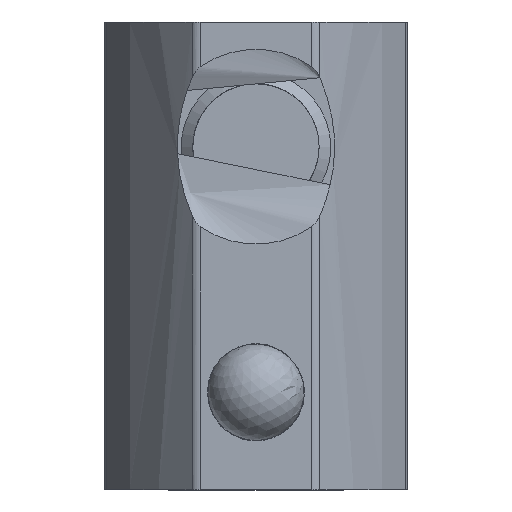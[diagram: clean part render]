
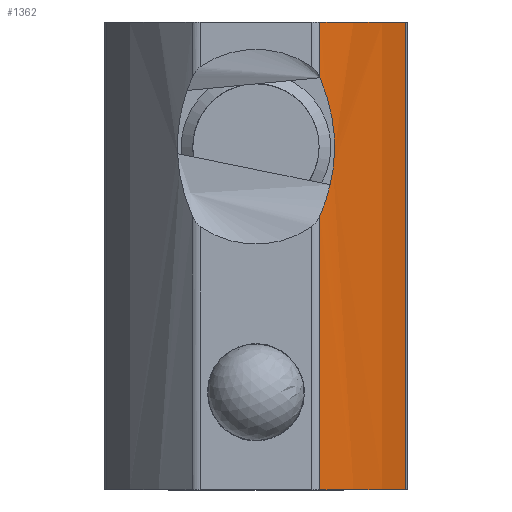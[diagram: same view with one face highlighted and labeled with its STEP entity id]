
A CAD part, top view. The second image highlights one B-rep face of the part: STEP entity #1362.
In plain terms, the highlighted cylindrical face has radius 10.7 mm (diameter 21.4 mm), a partial arc.
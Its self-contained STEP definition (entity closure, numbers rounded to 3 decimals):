
#36=B_SPLINE_CURVE_WITH_KNOTS('',3,(#2503,#2504,#2505,#2506,#2507,#2508),
 .UNSPECIFIED.,.F.,.F.,(4,2,4),(1.108,1.133,1.161),
 .UNSPECIFIED.);
#38=B_SPLINE_CURVE_WITH_KNOTS('',3,(#2526,#2527,#2528,#2529,#2530,#2531,
#2532,#2533,#2534,#2535,#2536,#2537),.UNSPECIFIED.,.F.,.F.,(4,2,2,2,2,4),
(1.161,1.21,1.287,1.364,1.441,
1.465),.UNSPECIFIED.);
#177=FACE_OUTER_BOUND('',#259,.T.);
#259=EDGE_LOOP('',(#1185,#1186,#1187,#1188,#1189,#1190,#1191));
#339=LINE('',#2444,#434);
#345=LINE('',#2485,#440);
#354=LINE('',#2566,#449);
#434=VECTOR('',#2006,1.431);
#440=VECTOR('',#2026,7.031);
#449=VECTOR('',#2071,12.);
#539=CIRCLE('',#1657,10.7);
#540=CIRCLE('',#1658,10.7);
#642=VERTEX_POINT('',#2434);
#643=VERTEX_POINT('',#2443);
#654=VERTEX_POINT('',#2482);
#655=VERTEX_POINT('',#2484);
#659=VERTEX_POINT('',#2501);
#667=VERTEX_POINT('',#2563);
#668=VERTEX_POINT('',#2565);
#815=EDGE_CURVE('',#642,#643,#339,.T.);
#827=EDGE_CURVE('',#654,#655,#345,.T.);
#833=EDGE_CURVE('',#642,#659,#36,.T.);
#837=EDGE_CURVE('',#659,#655,#38,.T.);
#850=EDGE_CURVE('',#654,#667,#539,.T.);
#851=EDGE_CURVE('',#667,#668,#354,.T.);
#852=EDGE_CURVE('',#668,#643,#540,.T.);
#1185=ORIENTED_EDGE('',*,*,#833,.T.);
#1186=ORIENTED_EDGE('',*,*,#837,.T.);
#1187=ORIENTED_EDGE('',*,*,#827,.F.);
#1188=ORIENTED_EDGE('',*,*,#850,.T.);
#1189=ORIENTED_EDGE('',*,*,#851,.T.);
#1190=ORIENTED_EDGE('',*,*,#852,.T.);
#1191=ORIENTED_EDGE('',*,*,#815,.F.);
#1294=CYLINDRICAL_SURFACE('',#1656,10.7);
#1362=ADVANCED_FACE('',(#177),#1294,.T.);
#1656=AXIS2_PLACEMENT_3D('',#2562,#2067,#2068);
#1657=AXIS2_PLACEMENT_3D('',#2564,#2069,#2070);
#1658=AXIS2_PLACEMENT_3D('',#2567,#2072,#2073);
#2006=DIRECTION('',(0.,0.,1.));
#2026=DIRECTION('',(0.,0.,1.));
#2067=DIRECTION('center_axis',(0.,0.,1.));
#2068=DIRECTION('ref_axis',(0.697,-0.717,0.));
#2069=DIRECTION('center_axis',(0.,0.,1.));
#2070=DIRECTION('ref_axis',(0.697,-0.717,0.));
#2071=DIRECTION('',(0.,0.,1.));
#2072=DIRECTION('center_axis',(0.,0.,-1.));
#2073=DIRECTION('ref_axis',(0.697,-0.717,0.));
#2434=CARTESIAN_POINT('',(-14.147,2.658,10.569));
#2443=CARTESIAN_POINT('',(-14.147,2.658,12.));
#2444=CARTESIAN_POINT('',(-14.147,2.658,10.569));
#2482=CARTESIAN_POINT('',(-14.147,2.658,0.));
#2484=CARTESIAN_POINT('',(-14.147,2.658,7.031));
#2485=CARTESIAN_POINT('',(-14.147,2.658,0.));
#2501=CARTESIAN_POINT('',(-13.97,2.838,10.097));
#2503=CARTESIAN_POINT('Ctrl Pts',(-14.147,2.658,10.569));
#2504=CARTESIAN_POINT('Ctrl Pts',(-14.116,2.689,10.498));
#2505=CARTESIAN_POINT('Ctrl Pts',(-14.086,2.719,10.426));
#2506=CARTESIAN_POINT('Ctrl Pts',(-14.028,2.778,10.272));
#2507=CARTESIAN_POINT('Ctrl Pts',(-13.998,2.809,10.187));
#2508=CARTESIAN_POINT('Ctrl Pts',(-13.97,2.838,10.097));
#2526=CARTESIAN_POINT('Ctrl Pts',(-13.97,2.838,10.097));
#2527=CARTESIAN_POINT('Ctrl Pts',(-13.921,2.89,9.94));
#2528=CARTESIAN_POINT('Ctrl Pts',(-13.878,2.935,9.773));
#2529=CARTESIAN_POINT('Ctrl Pts',(-13.795,3.025,9.334));
#2530=CARTESIAN_POINT('Ctrl Pts',(-13.769,3.053,9.057));
#2531=CARTESIAN_POINT('Ctrl Pts',(-13.769,3.053,8.543));
#2532=CARTESIAN_POINT('Ctrl Pts',(-13.795,3.025,8.266));
#2533=CARTESIAN_POINT('Ctrl Pts',(-13.897,2.915,7.73));
#2534=CARTESIAN_POINT('Ctrl Pts',(-13.973,2.834,7.472));
#2535=CARTESIAN_POINT('Ctrl Pts',(-14.086,2.719,7.174));
#2536=CARTESIAN_POINT('Ctrl Pts',(-14.116,2.689,7.102));
#2537=CARTESIAN_POINT('Ctrl Pts',(-14.147,2.658,7.031));
#2562=CARTESIAN_POINT('Origin',(-21.692,10.246,0.));
#2563=CARTESIAN_POINT('',(-11.937,5.848,0.));
#2564=CARTESIAN_POINT('Origin',(-21.692,10.246,0.));
#2565=CARTESIAN_POINT('',(-11.937,5.848,12.));
#2566=CARTESIAN_POINT('',(-11.937,5.848,0.));
#2567=CARTESIAN_POINT('Origin',(-21.692,10.246,12.));
